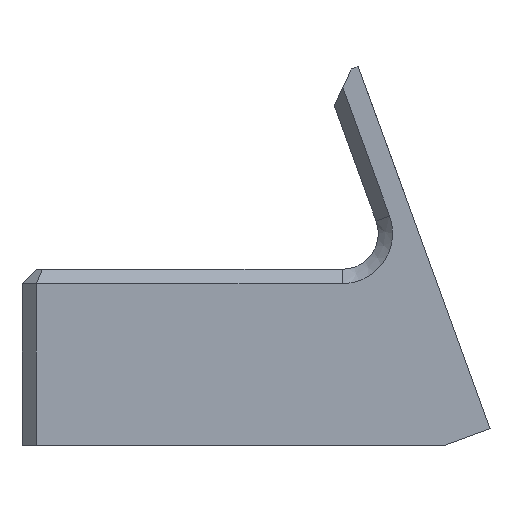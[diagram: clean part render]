
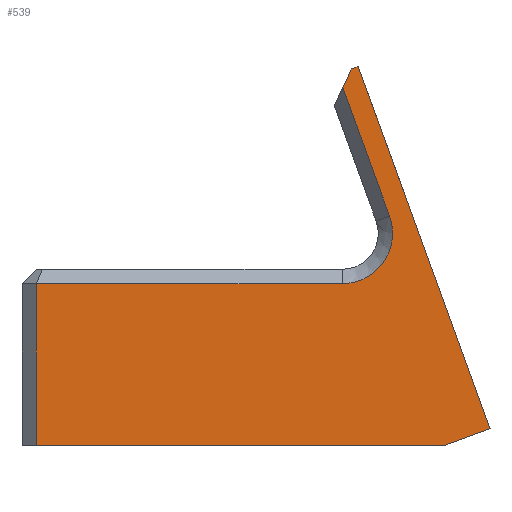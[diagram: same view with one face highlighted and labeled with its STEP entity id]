
A CAD part, left-side view. The second image highlights one B-rep face of the part: STEP entity #539.
In plain terms, the highlighted planar face has unit normal (-1, 0, 0).
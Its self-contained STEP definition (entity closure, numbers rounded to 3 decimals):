
#84 = VECTOR ( 'NONE', #729, 1000. ) ;
#105 = DIRECTION ( 'NONE',  ( 0., -0.342, -0.94 ) ) ;
#173 = EDGE_CURVE ( 'NONE', #1581, #957, #3221, .T. ) ;
#271 = LINE ( 'NONE', #3334, #3548 ) ;
#272 = DIRECTION ( 'NONE',  ( 0., 0., -1. ) ) ;
#354 = DIRECTION ( 'NONE',  ( 0., 0., -1. ) ) ;
#456 = FACE_OUTER_BOUND ( 'NONE', #2054, .T. ) ;
#468 = VERTEX_POINT ( 'NONE', #1258 ) ;
#539 = ADVANCED_FACE ( 'NONE', ( #456 ), #2391, .F. ) ;
#549 = CARTESIAN_POINT ( 'NONE',  ( -97.5, -15.104, 36.785 ) ) ;
#641 = ORIENTED_EDGE ( 'NONE', *, *, #903, .T. ) ;
#650 = EDGE_CURVE ( 'NONE', #2751, #468, #271, .T. ) ;
#671 = VERTEX_POINT ( 'NONE', #1849 ) ;
#681 = DIRECTION ( 'NONE',  ( 1., 0., 0. ) ) ;
#729 = DIRECTION ( 'NONE',  ( 0., 0.423, -0.906 ) ) ;
#745 = LINE ( 'NONE', #3047, #1406 ) ;
#766 = VECTOR ( 'NONE', #1936, 1000. ) ;
#768 = DIRECTION ( 'NONE',  ( 0., 0.94, -0.342 ) ) ;
#896 = ORIENTED_EDGE ( 'NONE', *, *, #2107, .F. ) ;
#903 = EDGE_CURVE ( 'NONE', #468, #1099, #3555, .T. ) ;
#957 = VERTEX_POINT ( 'NONE', #549 ) ;
#997 = ORIENTED_EDGE ( 'NONE', *, *, #3724, .T. ) ;
#1010 = DIRECTION ( 'NONE',  ( 0., -0.342, -0.94 ) ) ;
#1099 = VERTEX_POINT ( 'NONE', #2032 ) ;
#1105 = CARTESIAN_POINT ( 'NONE',  ( -97.5, 27.5, -13. ) ) ;
#1248 = VERTEX_POINT ( 'NONE', #1817 ) ;
#1258 = CARTESIAN_POINT ( 'NONE',  ( -97.5, 27.5, 9.5 ) ) ;
#1375 = VERTEX_POINT ( 'NONE', #1568 ) ;
#1401 = CARTESIAN_POINT ( 'NONE',  ( -97.5, -15.038, 16.5 ) ) ;
#1406 = VECTOR ( 'NONE', #768, 1000. ) ;
#1507 = CARTESIAN_POINT ( 'NONE',  ( -97.5, -27.5, 11.5 ) ) ;
#1568 = CARTESIAN_POINT ( 'NONE',  ( -97.5, -21.616, 18.894 ) ) ;
#1581 = VERTEX_POINT ( 'NONE', #3283 ) ;
#1619 = EDGE_CURVE ( 'NONE', #957, #1375, #3321, .T. ) ;
#1718 = CARTESIAN_POINT ( 'NONE',  ( -97.5, -31.686, -13. ) ) ;
#1759 = ORIENTED_EDGE ( 'NONE', *, *, #1619, .T. ) ;
#1807 = ORIENTED_EDGE ( 'NONE', *, *, #3604, .F. ) ;
#1817 = CARTESIAN_POINT ( 'NONE',  ( -97.5, -35.573, -10.68 ) ) ;
#1849 = CARTESIAN_POINT ( 'NONE',  ( -97.5, -29.2, -13. ) ) ;
#1859 = CARTESIAN_POINT ( 'NONE',  ( -97.5, -17.239, 39.691 ) ) ;
#1885 = DIRECTION ( 'NONE',  ( 0., 1., 0. ) ) ;
#1905 = EDGE_CURVE ( 'NONE', #1248, #671, #3546, .T. ) ;
#1936 = DIRECTION ( 'NONE',  ( 0., 0., -1. ) ) ;
#2009 = DIRECTION ( 'NONE',  ( 0., 1., 0. ) ) ;
#2032 = CARTESIAN_POINT ( 'NONE',  ( -97.5, 27.5, -13. ) ) ;
#2054 = EDGE_LOOP ( 'NONE', ( #3343, #1759, #3453, #3653, #641, #896, #2440, #1807, #997 ) ) ;
#2107 = EDGE_CURVE ( 'NONE', #671, #1099, #2566, .T. ) ;
#2269 = DIRECTION ( 'NONE',  ( 0., 0.94, -0.342 ) ) ;
#2391 = PLANE ( 'NONE',  #3003 ) ;
#2426 = VERTEX_POINT ( 'NONE', #1859 ) ;
#2440 = ORIENTED_EDGE ( 'NONE', *, *, #1905, .F. ) ;
#2566 = LINE ( 'NONE', #1718, #3505 ) ;
#2586 = DIRECTION ( 'NONE',  ( 1., 0., 0. ) ) ;
#2669 = CARTESIAN_POINT ( 'NONE',  ( -97.5, 27.5, 11.5 ) ) ;
#2713 = CARTESIAN_POINT ( 'NONE',  ( -97.5, -16.3, 39.349 ) ) ;
#2751 = VERTEX_POINT ( 'NONE', #2987 ) ;
#2907 = VECTOR ( 'NONE', #1010, 1000. ) ;
#2987 = CARTESIAN_POINT ( 'NONE',  ( -97.5, -15.038, 9.5 ) ) ;
#3003 = AXIS2_PLACEMENT_3D ( 'NONE', #2669, #681, #354 ) ;
#3047 = CARTESIAN_POINT ( 'NONE',  ( -97.5, -17.239, 39.691 ) ) ;
#3078 = AXIS2_PLACEMENT_3D ( 'NONE', #1401, #2586, #272 ) ;
#3079 = VECTOR ( 'NONE', #105, 1000. ) ;
#3087 = VECTOR ( 'NONE', #2269, 1000. ) ;
#3124 = LINE ( 'NONE', #1507, #3079 ) ;
#3135 = CARTESIAN_POINT ( 'NONE',  ( -97.5, -29.2, -13. ) ) ;
#3218 = CIRCLE ( 'NONE', #3078, 7. ) ;
#3221 = LINE ( 'NONE', #2713, #84 ) ;
#3283 = CARTESIAN_POINT ( 'NONE',  ( -97.5, -16.3, 39.349 ) ) ;
#3321 = LINE ( 'NONE', #3624, #2907 ) ;
#3334 = CARTESIAN_POINT ( 'NONE',  ( -97.5, 27.5, 9.5 ) ) ;
#3343 = ORIENTED_EDGE ( 'NONE', *, *, #173, .T. ) ;
#3364 = EDGE_CURVE ( 'NONE', #1375, #2751, #3218, .T. ) ;
#3453 = ORIENTED_EDGE ( 'NONE', *, *, #3364, .T. ) ;
#3505 = VECTOR ( 'NONE', #2009, 1000. ) ;
#3546 = LINE ( 'NONE', #3135, #3087 ) ;
#3548 = VECTOR ( 'NONE', #1885, 1000. ) ;
#3555 = LINE ( 'NONE', #1105, #766 ) ;
#3604 = EDGE_CURVE ( 'NONE', #2426, #1248, #3124, .T. ) ;
#3624 = CARTESIAN_POINT ( 'NONE',  ( -97.5, -21.616, 18.894 ) ) ;
#3653 = ORIENTED_EDGE ( 'NONE', *, *, #650, .T. ) ;
#3724 = EDGE_CURVE ( 'NONE', #2426, #1581, #745, .T. ) ;
